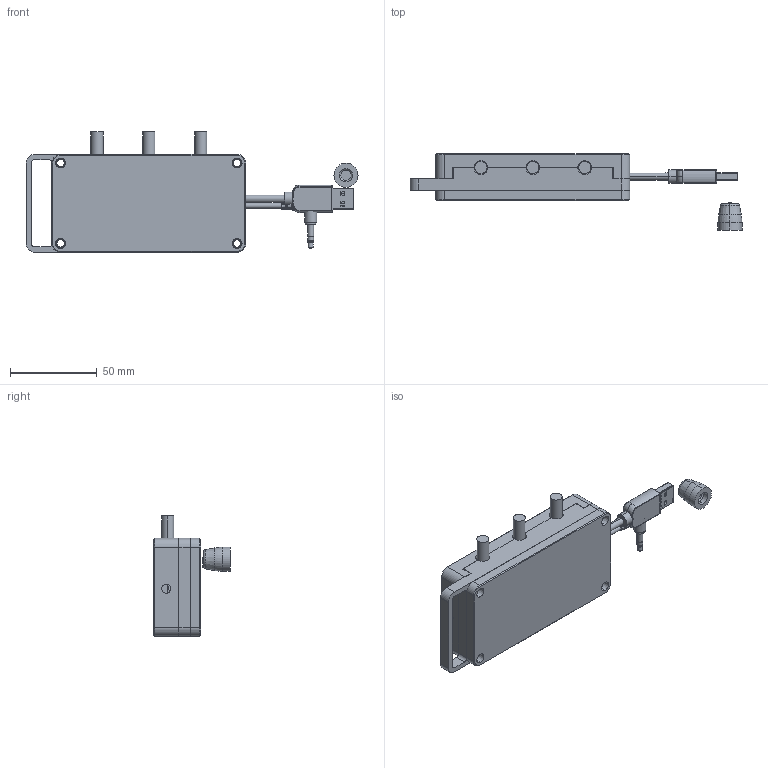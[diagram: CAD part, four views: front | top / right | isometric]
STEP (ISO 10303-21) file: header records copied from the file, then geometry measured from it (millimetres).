
FILE_DESCRIPTION (( 'STEP AP214' ), '1' );
FILE_NAME ('steeereo main ass''y.STEP', '2025-11-19T01:08:48', ( '' ), ( '' ), 'SwSTEP 2.0', 'SolidWorks 2024', '' );
FILE_SCHEMA (( 'AUTOMOTIVE_DESIGN' ));
Length unit declared in the file: millimetre
Products named in the file (13): Same_Sky_SJ3-35013A-SMT-TR; Connector_TRS; cable_Défaut; plastic_part_L_Défaut; User Library-Micro_Jack_3_5mm_male_L; max4410 board; pmstr 002 cords clamp; 93365A130_93365A130; pmstr 003 knob; USB Type-A Plug; steeereo main ass''y; max4410 board ass''y; pmstr 001 frame
Assembly tree (15 placements, depth 3):
  steeereo main ass''y
    max4410 board ass''y  x3
      max4410 board
      Same_Sky_SJ3-35013A-SMT-TR
    USB Type-A Plug
    User Library-Micro_Jack_3_5mm_male_L
      Connector_TRS
      plastic_part_L_Défaut
      cable_Défaut
    pmstr 002 cords clamp
    pmstr 001 frame
    93365A130_93365A130  x2
    pmstr 003 knob
Bounding box: 191.84 x 44.17 x 69.5 mm (x, y, z)
Volume: 79153.9 mm3; surface area: 73717.3 mm2
Topology: 31 solids, 31 shells, 2061 faces, 5491 edges, 3554 vertices
Faces by surface type: plane 1247, cylinder 548, cone 116, bspline 74, torus 72, sphere 4
Entity records: 46363 total; most frequent: CARTESIAN_POINT 13746, ORIENTED_EDGE 6792, DIRECTION 6530, EDGE_CURVE 3396, VECTOR 2278, LINE 2278, VERTEX_POINT 2189, AXIS2_PLACEMENT_3D 2126
